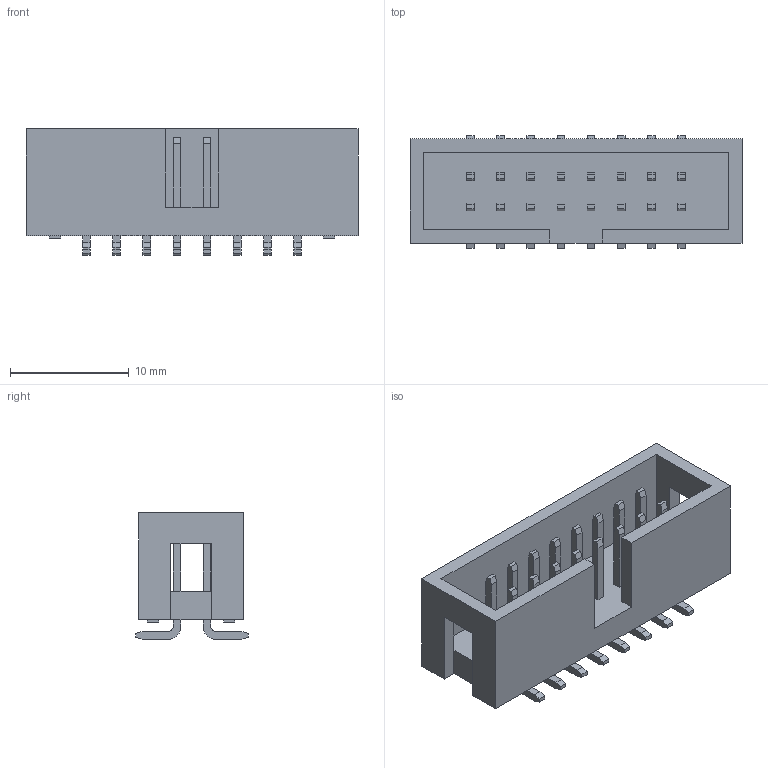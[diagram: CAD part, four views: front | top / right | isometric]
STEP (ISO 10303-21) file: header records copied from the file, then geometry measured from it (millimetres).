
FILE_DESCRIPTION(('STEP AP214'),'1');
FILE_NAME('header_awhw16g-smd.stp','2020-03-14T03:37:34',('TraceParts'),('TraceParts S.A.'),'Spatial InterOp 3D',' ',' ');
FILE_SCHEMA(('AUTOMOTIVE_DESIGN { 1 0 10303 214 1 1 1 1 }'));
Length unit declared in the file: millimetre
Products named in the file (1): header_awhw16g-smd
Bounding box: 27.94 x 9.5 x 10.64 mm (x, y, z)
Volume: 1096.8 mm3; surface area: 1927.9 mm2
Topology: 1 solids, 1 shells, 330 faces, 884 edges, 588 vertices
Faces by surface type: plane 298, cylinder 32
Entity records: 12804 total; most frequent: CARTESIAN_POINT 1803, ORIENTED_EDGE 1768, DIRECTION 1610, EDGE_CURVE 884, LINE 820, VECTOR 820, VERTEX_POINT 588, AXIS2_PLACEMENT_3D 395
